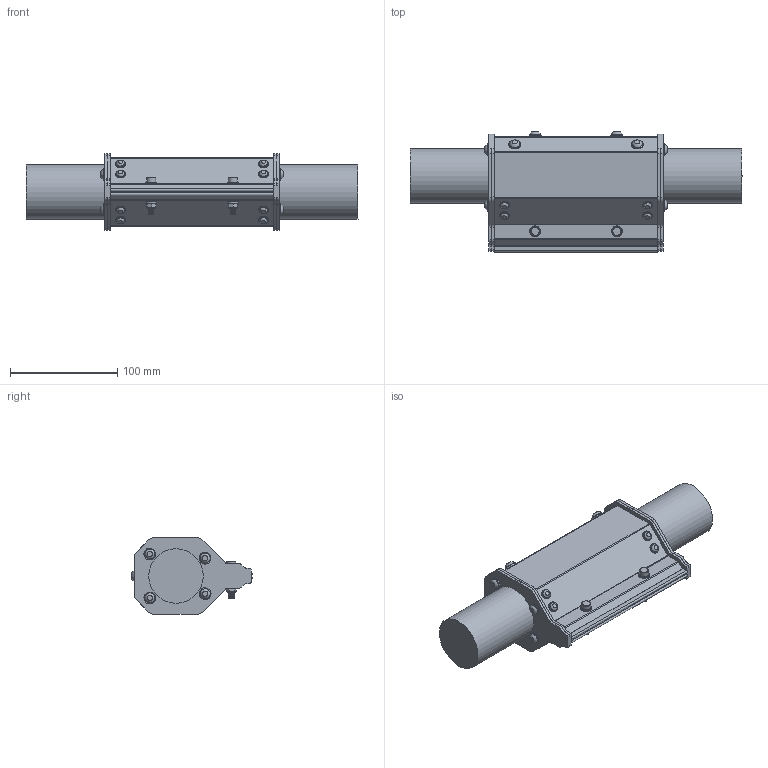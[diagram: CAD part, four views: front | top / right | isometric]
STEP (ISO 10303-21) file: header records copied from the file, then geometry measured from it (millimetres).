
FILE_DESCRIPTION(/* description */ (''),/* implementation_level */ '2;1');
FILE_NAME(/* name */ 'KA2130906 AIR KNIFE, .125 X 06 DUMMY.stp',/* time_stamp */ '2018-02-22T11:19:27-05:00',/* author */ ('James'),/* organization */ (''),/* preprocessor_version */ 'ST-DEVELOPER v16.5',/* originating_system */ 'Autodesk Inventor 2017',/* authorisation */ '');
FILE_SCHEMA (('AUTOMOTIVE_DESIGN { 1 0 10303 214 3 1 1 }'));
Length unit declared in the file: inch
Products named in the file (1): KA2130906 AIR KNIFE, .125 X 06 DUMMY
Bounding box: 309.58 x 112.09 x 71.17 mm (x, y, z)
Volume: 1076478 mm3; surface area: 88136.9 mm2
Topology: 1 solids, 1 shells, 349 faces, 804 edges, 538 vertices
Faces by surface type: plane 163, cylinder 128, cone 30, sphere 22, bspline 4, torus 2
Full cylindrical faces by diameter (mm): 7.6 x8, 8.5 x2, 9 x8, 9.5 x12, 10 x4, 10.135 x2, 10.5 x2, 11 x14, 50.8 x2
Entity records: 15419 total; most frequent: CARTESIAN_POINT 7462, DIRECTION 1668, ORIENTED_EDGE 1428, EDGE_CURVE 714, AXIS2_PLACEMENT_3D 672, VERTEX_POINT 510, EDGE_LOOP 492, FACE_OUTER_BOUND 349
